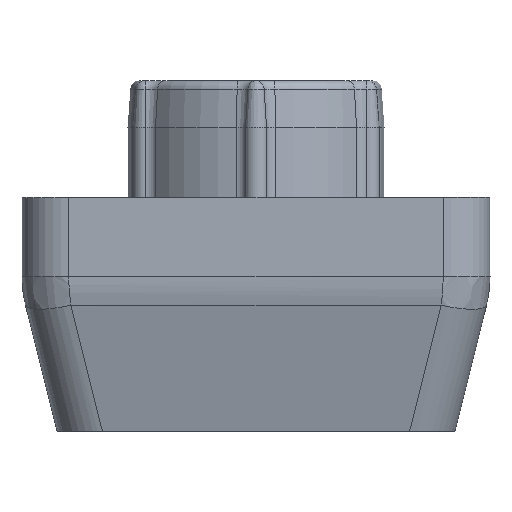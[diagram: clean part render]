
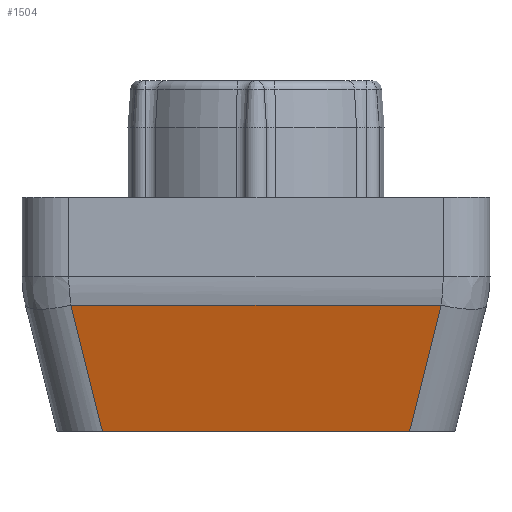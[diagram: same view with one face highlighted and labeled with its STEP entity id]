
A CAD part, front view. The second image highlights one B-rep face of the part: STEP entity #1504.
In plain terms, the highlighted planar face has unit normal (0, -0.97, -0.242).
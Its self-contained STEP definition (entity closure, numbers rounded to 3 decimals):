
#35=PLANE('',#1721);
#110=LINE('',#3057,#192);
#125=LINE('',#3177,#207);
#127=LINE('',#3205,#209);
#128=LINE('',#3206,#210);
#192=VECTOR('',#2020,10.);
#207=VECTOR('',#2121,10.);
#209=VECTOR('',#2131,10.);
#210=VECTOR('',#2132,10.);
#347=FACE_OUTER_BOUND('',#453,.T.);
#453=EDGE_LOOP('',(#1228,#1229,#1230,#1231));
#684=VERTEX_POINT('',#3054);
#685=VERTEX_POINT('',#3056);
#727=VERTEX_POINT('',#3175);
#729=VERTEX_POINT('',#3204);
#852=EDGE_CURVE('',#685,#684,#110,.T.);
#903=EDGE_CURVE('',#727,#684,#125,.T.);
#907=EDGE_CURVE('',#729,#727,#127,.T.);
#908=EDGE_CURVE('',#685,#729,#128,.T.);
#1228=ORIENTED_EDGE('',*,*,#903,.F.);
#1229=ORIENTED_EDGE('',*,*,#907,.F.);
#1230=ORIENTED_EDGE('',*,*,#908,.F.);
#1231=ORIENTED_EDGE('',*,*,#852,.T.);
#1504=ADVANCED_FACE('',(#347),#35,.T.);
#1721=AXIS2_PLACEMENT_3D('',#3203,#2129,#2130);
#2020=DIRECTION('',(1.,0.,0.));
#2121=DIRECTION('',(-0.236,0.236,-0.943));
#2129=DIRECTION('center_axis',(0.,-0.97,-0.243));
#2130=DIRECTION('ref_axis',(0.,0.243,-0.97));
#2131=DIRECTION('',(1.,0.,0.));
#2132=DIRECTION('',(-0.236,-0.236,0.943));
#3054=CARTESIAN_POINT('',(6.56,-8.5,0.));
#3056=CARTESIAN_POINT('',(-6.56,-8.5,0.));
#3057=CARTESIAN_POINT('',(-5.,-8.5,0.));
#3175=CARTESIAN_POINT('',(7.91,-9.851,5.403));
#3177=CARTESIAN_POINT('',(6.904,-8.844,1.376));
#3203=CARTESIAN_POINT('Origin',(-5.,-9.25,3.));
#3204=CARTESIAN_POINT('',(-7.91,-9.851,5.403));
#3205=CARTESIAN_POINT('',(-7.5,-9.851,5.403));
#3206=CARTESIAN_POINT('',(-6.904,-8.844,1.376));
